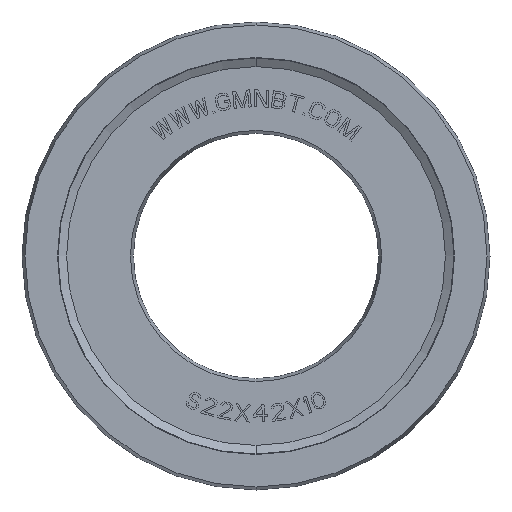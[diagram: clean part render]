
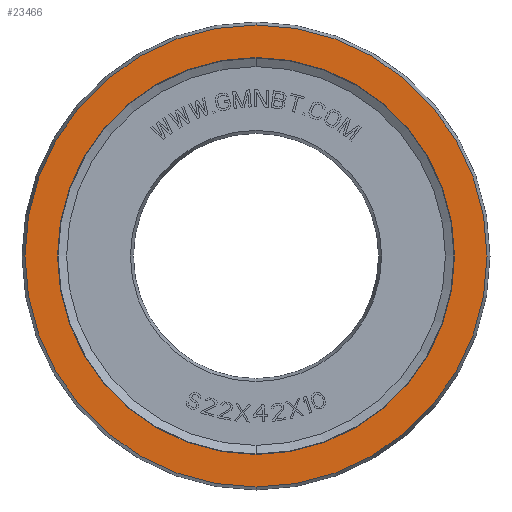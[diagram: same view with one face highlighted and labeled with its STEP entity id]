
A CAD part, front view. The second image highlights one B-rep face of the part: STEP entity #23466.
In plain terms, the highlighted planar face has unit normal (0, -1, 0).
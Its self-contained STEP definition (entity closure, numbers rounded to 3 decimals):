
#22739=CARTESIAN_POINT('',(0.,-5.,0.));
#22740=DIRECTION('',(0.,1.,0.));
#22741=DIRECTION('',(0.,0.,-1.));
#22742=AXIS2_PLACEMENT_3D('',#22739,#22740,#22741);
#22747=CARTESIAN_POINT('',(0.,-5.,0.));
#22748=DIRECTION('',(0.,-1.,0.));
#22749=DIRECTION('',(0.,0.,-1.));
#22750=AXIS2_PLACEMENT_3D('',#22747,#22748,#22749);
#22762=CARTESIAN_POINT('',(0.,-5.,0.));
#22763=DIRECTION('',(0.,-1.,0.));
#22764=DIRECTION('',(0.,0.,-1.));
#22765=AXIS2_PLACEMENT_3D('',#22762,#22763,#22764);
#22777=CARTESIAN_POINT('',(0.,-5.,0.));
#22778=DIRECTION('',(0.,1.,0.));
#22779=DIRECTION('',(0.,0.,-1.));
#22780=AXIS2_PLACEMENT_3D('',#22777,#22778,#22779);
#23143=CARTESIAN_POINT('',(0.,-5.,-17.816));
#23144=VERTEX_POINT('',#23143);
#23145=CARTESIAN_POINT('',(0.,-5.,-20.732));
#23147=VERTEX_POINT('',#23145);
#23187=CARTESIAN_POINT('',(0.,-5.,17.816));
#23188=VERTEX_POINT('',#23187);
#23189=CARTESIAN_POINT('',(0.,-5.,20.732));
#23191=VERTEX_POINT('',#23189);
#23451=CARTESIAN_POINT('',(0.,-5.,0.));
#23452=DIRECTION('',(0.,1.,0.));
#23453=DIRECTION('',(0.,0.,-1.));
#23454=AXIS2_PLACEMENT_3D('',#23451,#23452,#23453);
#23455=PLANE('',#23454);
#23457=ORIENTED_EDGE('',*,*,#23456,.F.);
#23459=ORIENTED_EDGE('',*,*,#23458,.T.);
#23460=EDGE_LOOP('',(#23457,#23459));
#23461=FACE_OUTER_BOUND('',#23460,.F.);
#23462=ORIENTED_EDGE('',*,*,#23444,.F.);
#23463=ORIENTED_EDGE('',*,*,#23433,.T.);
#23464=EDGE_LOOP('',(#23462,#23463));
#23465=FACE_BOUND('',#23464,.F.);
#22743=CIRCLE('',#22742,17.816);
#22751=CIRCLE('',#22750,17.816);
#22766=CIRCLE('',#22765,20.732);
#22781=CIRCLE('',#22780,20.732);
#23433=EDGE_CURVE('',#23144,#23188,#22751,.T.);
#23444=EDGE_CURVE('',#23144,#23188,#22743,.T.);
#23456=EDGE_CURVE('',#23147,#23191,#22766,.T.);
#23458=EDGE_CURVE('',#23147,#23191,#22781,.T.);
#23466=ADVANCED_FACE('',(#23461,#23465),#23455,.F.);
